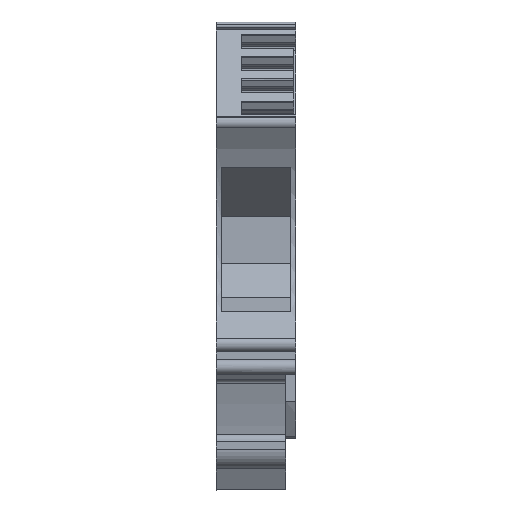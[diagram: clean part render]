
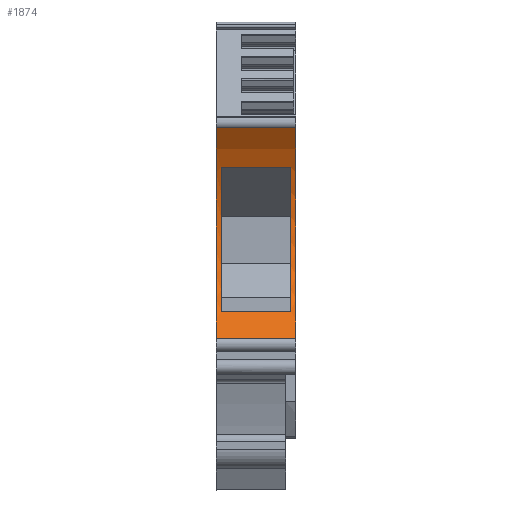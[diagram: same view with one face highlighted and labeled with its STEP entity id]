
A CAD part, front view. The second image highlights one B-rep face of the part: STEP entity #1874.
In plain terms, the highlighted cylindrical face has radius 15.05 mm (diameter 30.1 mm), a partial arc.
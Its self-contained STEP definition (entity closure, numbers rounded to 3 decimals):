
#552=AXIS2_PLACEMENT_3D('Circle Axis2P3D',#550,#551,$) ;
#1820=AXIS2_PLACEMENT_3D('Cylinder Axis2P3D',#1817,#1818,#1819) ;
#1831=AXIS2_PLACEMENT_3D('Circle Axis2P3D',#1829,#1830,$) ;
#1851=AXIS2_PLACEMENT_3D('Circle Axis2P3D',#1849,#1850,$) ;
#1865=AXIS2_PLACEMENT_3D('Circle Axis2P3D',#1863,#1864,$) ;
#547=CARTESIAN_POINT('Vertex',(0.,4.261,14.969)) ;
#550=CARTESIAN_POINT('Axis2P3D Location',(0.,-5.549,26.382)) ;
#554=CARTESIAN_POINT('Vertex',(0.,6.166,35.829)) ;
#1798=CARTESIAN_POINT('Line Origine',(3.95,6.166,35.829)) ;
#1802=CARTESIAN_POINT('Vertex',(7.9,6.166,35.829)) ;
#1817=CARTESIAN_POINT('Axis2P3D Location',(3.95,-5.549,26.382)) ;
#1822=CARTESIAN_POINT('Line Origine',(3.95,4.261,14.969)) ;
#1826=CARTESIAN_POINT('Vertex',(7.9,4.261,14.969)) ;
#1829=CARTESIAN_POINT('Axis2P3D Location',(7.9,-5.549,26.382)) ;
#1840=CARTESIAN_POINT('Line Origine',(3.95,8.472,31.85)) ;
#1844=CARTESIAN_POINT('Vertex',(0.5,8.472,31.85)) ;
#1846=CARTESIAN_POINT('Vertex',(7.4,8.472,31.85)) ;
#1849=CARTESIAN_POINT('Axis2P3D Location',(7.4,-5.549,26.382)) ;
#1853=CARTESIAN_POINT('Vertex',(7.4,6.709,17.65)) ;
#1856=CARTESIAN_POINT('Line Origine',(3.95,6.709,17.65)) ;
#1860=CARTESIAN_POINT('Vertex',(0.5,6.709,17.65)) ;
#1863=CARTESIAN_POINT('Axis2P3D Location',(0.5,-5.549,26.382)) ;
#551=DIRECTION('Axis2P3D Direction',(1.,0.,0.)) ;
#1799=DIRECTION('Vector Direction',(1.,0.,0.)) ;
#1818=DIRECTION('Axis2P3D Direction',(1.,0.,0.)) ;
#1819=DIRECTION('Axis2P3D XDirection',(0.,0.652,-0.758)) ;
#1823=DIRECTION('Vector Direction',(1.,0.,0.)) ;
#1830=DIRECTION('Axis2P3D Direction',(1.,0.,0.)) ;
#1841=DIRECTION('Vector Direction',(1.,0.,0.)) ;
#1850=DIRECTION('Axis2P3D Direction',(1.,0.,0.)) ;
#1857=DIRECTION('Vector Direction',(1.,0.,0.)) ;
#1864=DIRECTION('Axis2P3D Direction',(1.,0.,0.)) ;
#1800=VECTOR('Line Direction',#1799,1.) ;
#1824=VECTOR('Line Direction',#1823,1.) ;
#1842=VECTOR('Line Direction',#1841,1.) ;
#1858=VECTOR('Line Direction',#1857,1.) ;
#1835=ORIENTED_EDGE('',*,*,#1804,.F.) ;
#1836=ORIENTED_EDGE('',*,*,#556,.T.) ;
#1837=ORIENTED_EDGE('',*,*,#1828,.T.) ;
#1838=ORIENTED_EDGE('',*,*,#1833,.F.) ;
#1869=ORIENTED_EDGE('',*,*,#1848,.T.) ;
#1870=ORIENTED_EDGE('',*,*,#1855,.F.) ;
#1871=ORIENTED_EDGE('',*,*,#1862,.F.) ;
#1872=ORIENTED_EDGE('',*,*,#1867,.T.) ;
#1873=FACE_BOUND('',#1868,.T.) ;
#1874=ADVANCED_FACE('V1',(#1839,#1873),#1821,.F.) ;
#553=CIRCLE('generated circle',#552,15.05) ;
#1832=CIRCLE('generated circle',#1831,15.05) ;
#1852=CIRCLE('generated circle',#1851,15.05) ;
#1866=CIRCLE('generated circle',#1865,15.05) ;
#1821=CYLINDRICAL_SURFACE('generated cylinder',#1820,15.05) ;
#556=EDGE_CURVE('',#555,#548,#553,.F.) ;
#1804=EDGE_CURVE('',#555,#1803,#1801,.T.) ;
#1828=EDGE_CURVE('',#548,#1827,#1825,.T.) ;
#1833=EDGE_CURVE('',#1803,#1827,#1832,.F.) ;
#1848=EDGE_CURVE('',#1845,#1847,#1843,.T.) ;
#1855=EDGE_CURVE('',#1854,#1847,#1852,.T.) ;
#1862=EDGE_CURVE('',#1861,#1854,#1859,.T.) ;
#1867=EDGE_CURVE('',#1861,#1845,#1866,.T.) ;
#1834=EDGE_LOOP('',(#1835,#1836,#1837,#1838)) ;
#1868=EDGE_LOOP('',(#1869,#1870,#1871,#1872)) ;
#1839=FACE_OUTER_BOUND('',#1834,.T.) ;
#1801=LINE('Line',#1798,#1800) ;
#1825=LINE('Line',#1822,#1824) ;
#1843=LINE('Line',#1840,#1842) ;
#1859=LINE('Line',#1856,#1858) ;
#548=VERTEX_POINT('',#547) ;
#555=VERTEX_POINT('',#554) ;
#1803=VERTEX_POINT('',#1802) ;
#1827=VERTEX_POINT('',#1826) ;
#1845=VERTEX_POINT('',#1844) ;
#1847=VERTEX_POINT('',#1846) ;
#1854=VERTEX_POINT('',#1853) ;
#1861=VERTEX_POINT('',#1860) ;
